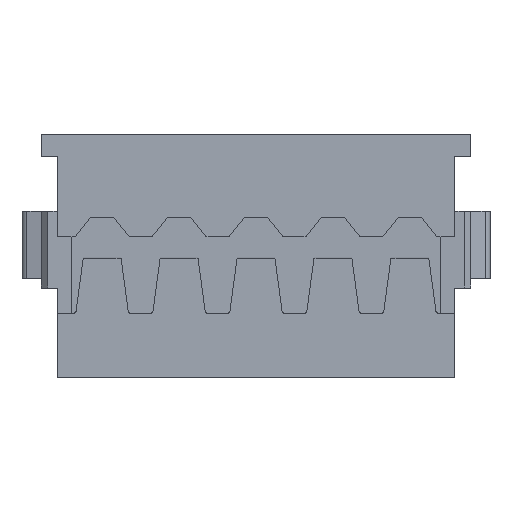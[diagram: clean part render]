
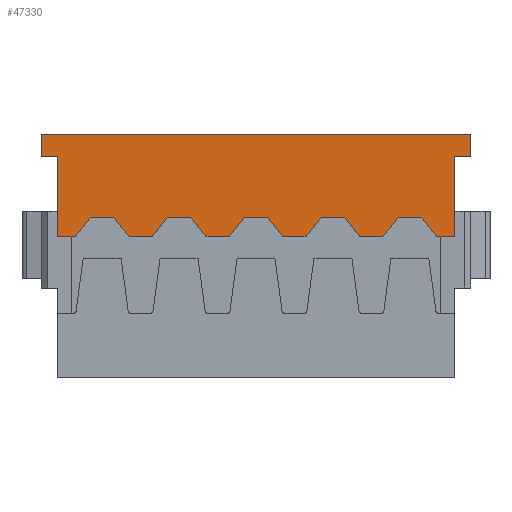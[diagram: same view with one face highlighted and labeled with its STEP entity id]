
A CAD part, top view. The second image highlights one B-rep face of the part: STEP entity #47330.
In plain terms, the highlighted planar face has unit normal (0, 0, 1).
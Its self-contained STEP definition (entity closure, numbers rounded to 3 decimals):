
#120=CARTESIAN_POINT('',(3.53,-1.3,0.));
#130=VERTEX_POINT('',#120);
#160=CARTESIAN_POINT('',(2.49,0.,-0.));
#170=DIRECTION('',(0.625,-0.781,0.));
#180=VECTOR('',#170,1.);
#190=LINE('',#160,#180);
#200=CARTESIAN_POINT('',(3.77,-1.6,0.));
#210=VERTEX_POINT('',#200);
#220=EDGE_CURVE('',#130,#210,#190,.T.);
#500=CARTESIAN_POINT('',(4.97,-1.6,0.));
#510=VERTEX_POINT('',#500);
#560=CARTESIAN_POINT('',(4.97,-1.6,0.));
#570=DIRECTION('',(1.,0.,0.));
#580=VECTOR('',#570,0.36);
#590=LINE('',#560,#580);
#600=CARTESIAN_POINT('',(5.33,-1.6,0.));
#610=VERTEX_POINT('',#600);
#620=EDGE_CURVE('',#510,#610,#590,.T.);
#4690=CARTESIAN_POINT('',(7.9,0.,0.));
#4700=VERTEX_POINT('',#4690);
#4730=CARTESIAN_POINT('',(11.5,0.,0.));
#4740=DIRECTION('',(-1.,0.,0.));
#4750=VECTOR('',#4740,12.7);
#4760=LINE('',#4730,#4750);
#4770=CARTESIAN_POINT('',(1.2,0.,0.));
#4780=VERTEX_POINT('',#4770);
#4790=EDGE_CURVE('',#4700,#4780,#4760,.T.);
#13820=CARTESIAN_POINT('',(7.65,-1.6,0.));
#13830=VERTEX_POINT('',#13820);
#13860=CARTESIAN_POINT('',(7.65,-1.6,0.));
#13870=DIRECTION('',(0.,1.,0.));
#13880=VECTOR('',#13870,1.25);
#13890=LINE('',#13860,#13880);
#13900=CARTESIAN_POINT('',(7.65,-0.35,0.));
#13910=VERTEX_POINT('',#13900);
#13920=EDGE_CURVE('',#13830,#13910,#13890,.T.);
#22700=CARTESIAN_POINT('',(7.37,-1.6,0.));
#22710=VERTEX_POINT('',#22700);
#22740=CARTESIAN_POINT('',(7.37,-1.6,0.));
#22750=DIRECTION('',(1.,0.,0.));
#22760=VECTOR('',#22750,0.28);
#22770=LINE('',#22740,#22760);
#22780=EDGE_CURVE('',#22710,#13830,#22770,.T.);
#24000=CARTESIAN_POINT('',(7.9,-0.35,0.));
#24010=DIRECTION('',(-1.,0.,0.));
#24020=VECTOR('',#24010,0.25);
#24030=LINE('',#24000,#24020);
#24040=CARTESIAN_POINT('',(7.9,-0.35,0.));
#24050=VERTEX_POINT('',#24040);
#24060=EDGE_CURVE('',#24050,#13910,#24030,.T.);
#33860=CARTESIAN_POINT('',(7.13,-1.3,0.));
#33870=VERTEX_POINT('',#33860);
#33900=CARTESIAN_POINT('',(7.37,-1.6,0.));
#33910=DIRECTION('',(-0.625,0.781,0.));
#33920=VECTOR('',#33910,0.384);
#33930=LINE('',#33900,#33920);
#33940=EDGE_CURVE('',#22710,#33870,#33930,.T.);
#35020=CARTESIAN_POINT('',(5.57,-1.3,0.));
#35030=VERTEX_POINT('',#35020);
#35060=CARTESIAN_POINT('',(5.93,-1.3,0.));
#35070=DIRECTION('',(-1.,0.,0.));
#35080=VECTOR('',#35070,0.36);
#35090=LINE('',#35060,#35080);
#35100=CARTESIAN_POINT('',(5.93,-1.3,0.));
#35110=VERTEX_POINT('',#35100);
#35120=EDGE_CURVE('',#35110,#35030,#35090,.T.);
#36680=CARTESIAN_POINT('',(2.57,-1.6,
0.));
#36690=VERTEX_POINT('',#36680);
#36720=CARTESIAN_POINT('',(2.93,-1.6,
0.));
#36730=DIRECTION('',(-1.,0.,0.));
#36740=VECTOR('',#36730,0.36);
#36750=LINE('',#36720,#36740);
#36760=CARTESIAN_POINT('',(2.93,-1.6,0.));
#36770=VERTEX_POINT('',#36760);
#36780=EDGE_CURVE('',#36770,#36690,#36750,.T.);
#38430=CARTESIAN_POINT('',(6.17,-1.6,0.));
#38440=DIRECTION('',(-0.625,0.781,0.));
#38450=VECTOR('',#38440,0.384);
#38460=LINE('',#38430,#38450);
#38470=CARTESIAN_POINT('',(6.17,-1.6,0.));
#38480=VERTEX_POINT('',#38470);
#38490=EDGE_CURVE('',#38480,#35110,#38460,.T.);
#41270=CARTESIAN_POINT('',(4.73,-1.3,0.));
#41280=VERTEX_POINT('',#41270);
#41310=CARTESIAN_POINT('',(4.97,-1.6,0.));
#41320=DIRECTION('',(-0.625,0.781,0.));
#41330=VECTOR('',#41320,0.384);
#41340=LINE('',#41310,#41330);
#41350=EDGE_CURVE('',#510,#41280,#41340,.T.);
#45910=CARTESIAN_POINT('',(7.9,0.,0.));
#45920=DIRECTION('',(-0.,-0.,-1.));
#45930=DIRECTION('',(0.,-1.,0.));
#45940=AXIS2_PLACEMENT_3D('',#45910,#45920,#45930);
#45950=PLANE('',#45940);
#45960=CARTESIAN_POINT('',(5.41,0.,0.));
#45970=DIRECTION('',(0.625,0.781,0.));
#45980=VECTOR('',#45970,1.);
#45990=LINE('',#45960,#45980);
#46000=CARTESIAN_POINT('',(4.13,-1.6,0.));
#46010=VERTEX_POINT('',#46000);
#46020=CARTESIAN_POINT('',(4.37,-1.3,0.));
#46030=VERTEX_POINT('',#46020);
#46040=EDGE_CURVE('',#46010,#46030,#45990,.T.);
#46050=ORIENTED_EDGE('',*,*,#46040,.T.);
#46060=CARTESIAN_POINT('',(0.,-1.6,0.));
#46070=DIRECTION('',(1.,-0.,0.));
#46080=VECTOR('',#46070,1.);
#46090=LINE('',#46060,#46080);
#46100=EDGE_CURVE('',#210,#46010,#46090,.T.);
#46110=ORIENTED_EDGE('',*,*,#46100,.T.);
#46120=ORIENTED_EDGE('',*,*,#220,.T.);
#46130=CARTESIAN_POINT('',(3.17,-1.3,0.));
#46140=DIRECTION('',(1.,0.,0.));
#46150=VECTOR('',#46140,0.36);
#46160=LINE('',#46130,#46150);
#46170=CARTESIAN_POINT('',(3.17,-1.3,0.));
#46180=VERTEX_POINT('',#46170);
#46190=EDGE_CURVE('',#46180,#130,#46160,.T.);
#46200=ORIENTED_EDGE('',*,*,#46190,.T.);
#46210=CARTESIAN_POINT('',(2.93,-1.6,0.));
#46220=DIRECTION('',(0.625,0.781,0.));
#46230=VECTOR('',#46220,0.384);
#46240=LINE('',#46210,#46230);
#46250=EDGE_CURVE('',#36770,#46180,#46240,.T.);
#46260=ORIENTED_EDGE('',*,*,#46250,.T.);
#46270=ORIENTED_EDGE('',*,*,#36780,.F.);
#46280=CARTESIAN_POINT('',(2.33,-1.3,
0.));
#46290=DIRECTION('',(0.625,-0.781,0.));
#46300=VECTOR('',#46290,0.384);
#46310=LINE('',#46280,#46300);
#46320=CARTESIAN_POINT('',(2.33,-1.3,
0.));
#46330=VERTEX_POINT('',#46320);
#46340=EDGE_CURVE('',#46330,#36690,#46310,.T.);
#46350=ORIENTED_EDGE('',*,*,#46340,.T.);
#46360=CARTESIAN_POINT('',(1.97,-1.3,
0.));
#46370=DIRECTION('',(1.,0.,0.));
#46380=VECTOR('',#46370,0.36);
#46390=LINE('',#46360,#46380);
#46400=CARTESIAN_POINT('',(1.97,-1.3,
0.));
#46410=VERTEX_POINT('',#46400);
#46420=EDGE_CURVE('',#46410,#46330,#46390,.T.);
#46430=ORIENTED_EDGE('',*,*,#46420,.T.);
#46440=CARTESIAN_POINT('',(1.73,-1.6,
0.));
#46450=DIRECTION('',(0.625,0.781,0.));
#46460=VECTOR('',#46450,0.384);
#46470=LINE('',#46440,#46460);
#46480=CARTESIAN_POINT('',(1.73,-1.6,
0.));
#46490=VERTEX_POINT('',#46480);
#46500=EDGE_CURVE('',#46490,#46410,#46470,.T.);
#46510=ORIENTED_EDGE('',*,*,#46500,.T.);
#46520=CARTESIAN_POINT('',(1.73,-1.6,
0.));
#46530=DIRECTION('',(-1.,0.,0.));
#46540=VECTOR('',#46530,0.28);
#46550=LINE('',#46520,#46540);
#46560=CARTESIAN_POINT('',(1.45,-1.6,0.)
);
#46570=VERTEX_POINT('',#46560);
#46580=EDGE_CURVE('',#46490,#46570,#46550,.T.);
#46590=ORIENTED_EDGE('',*,*,#46580,.F.);
#46600=CARTESIAN_POINT('',(1.45,-1.6,0.)
);
#46610=DIRECTION('',(0.,1.,0.));
#46620=VECTOR('',#46610,1.25);
#46630=LINE('',#46600,#46620);
#46640=CARTESIAN_POINT('',(1.45,-0.35,0.
));
#46650=VERTEX_POINT('',#46640);
#46660=EDGE_CURVE('',#46570,#46650,#46630,.T.);
#46670=ORIENTED_EDGE('',*,*,#46660,.F.);
#46680=CARTESIAN_POINT('',(1.2,-0.35,0.)
);
#46690=DIRECTION('',(1.,0.,0.));
#46700=VECTOR('',#46690,0.25);
#46710=LINE('',#46680,#46700);
#46720=CARTESIAN_POINT('',(1.2,-0.35,0.)
);
#46730=VERTEX_POINT('',#46720);
#46740=EDGE_CURVE('',#46730,#46650,#46710,.T.);
#46750=ORIENTED_EDGE('',*,*,#46740,.T.);
#46760=CARTESIAN_POINT('',(1.2,0.,0.));
#46770=DIRECTION('',(0.,-1.,0.));
#46780=VECTOR('',#46770,0.35);
#46790=LINE('',#46760,#46780);
#46800=EDGE_CURVE('',#4780,#46730,#46790,.T.);
#46810=ORIENTED_EDGE('',*,*,#46800,.T.);
#46820=ORIENTED_EDGE('',*,*,#4790,.T.);
#46830=CARTESIAN_POINT('',(7.9,0.,0.));
#46840=DIRECTION('',(0.,-1.,0.));
#46850=VECTOR('',#46840,0.35);
#46860=LINE('',#46830,#46850);
#46870=EDGE_CURVE('',#4700,#24050,#46860,.T.);
#46880=ORIENTED_EDGE('',*,*,#46870,.F.);
#46890=ORIENTED_EDGE('',*,*,#24060,.F.);
#46900=ORIENTED_EDGE('',*,*,#13920,.T.);
#46910=ORIENTED_EDGE('',*,*,#22780,.T.);
#46920=ORIENTED_EDGE('',*,*,#33940,.F.);
#46930=CARTESIAN_POINT('',(7.13,-1.3,0.));
#46940=DIRECTION('',(-1.,0.,0.));
#46950=VECTOR('',#46940,0.36);
#46960=LINE('',#46930,#46950);
#46970=CARTESIAN_POINT('',(6.77,-1.3,0.));
#46980=VERTEX_POINT('',#46970);
#46990=EDGE_CURVE('',#33870,#46980,#46960,.T.);
#47000=ORIENTED_EDGE('',*,*,#46990,.F.);
#47010=CARTESIAN_POINT('',(6.77,-1.3,0.));
#47020=DIRECTION('',(-0.625,-0.781,0.));
#47030=VECTOR('',#47020,0.384);
#47040=LINE('',#47010,#47030);
#47050=CARTESIAN_POINT('',(6.53,-1.6,0.));
#47060=VERTEX_POINT('',#47050);
#47070=EDGE_CURVE('',#46980,#47060,#47040,.T.);
#47080=ORIENTED_EDGE('',*,*,#47070,.F.);
#47090=CARTESIAN_POINT('',(6.17,-1.6,0.));
#47100=DIRECTION('',(1.,0.,0.));
#47110=VECTOR('',#47100,0.36);
#47120=LINE('',#47090,#47110);
#47130=EDGE_CURVE('',#38480,#47060,#47120,.T.);
#47140=ORIENTED_EDGE('',*,*,#47130,.T.);
#47150=ORIENTED_EDGE('',*,*,#38490,.F.);
#47160=ORIENTED_EDGE('',*,*,#35120,.F.);
#47170=CARTESIAN_POINT('',(5.57,-1.3,0.));
#47180=DIRECTION('',(-0.625,-0.781,0.));
#47190=VECTOR('',#47180,0.384);
#47200=LINE('',#47170,#47190);
#47210=EDGE_CURVE('',#35030,#610,#47200,.T.);
#47220=ORIENTED_EDGE('',*,*,#47210,.F.);
#47230=ORIENTED_EDGE('',*,*,#620,.T.);
#47240=ORIENTED_EDGE('',*,*,#41350,.F.);
#47250=CARTESIAN_POINT('',(4.73,-1.3,0.));
#47260=DIRECTION('',(-1.,0.,0.));
#47270=VECTOR('',#47260,0.36);
#47280=LINE('',#47250,#47270);
#47290=EDGE_CURVE('',#41280,#46030,#47280,.T.);
#47300=ORIENTED_EDGE('',*,*,#47290,.F.);
#47310=EDGE_LOOP('',(#47300,#47240,#47230,#47220,#47160,#47150,#47140,
#47080,#47000,#46920,#46910,#46900,#46890,#46880,#46820,#46810,#46750,
#46670,#46590,#46510,#46430,#46350,#46270,#46260,#46200,#46120,#46110,
#46050));
#47320=FACE_OUTER_BOUND('',#47310,.T.);
#47330=ADVANCED_FACE('',(#47320),#45950,.F.);
